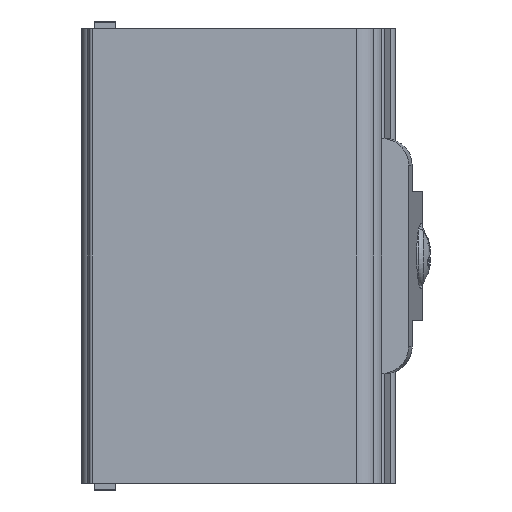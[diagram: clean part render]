
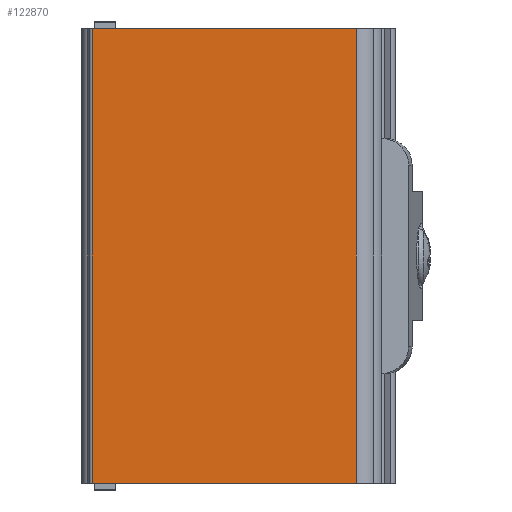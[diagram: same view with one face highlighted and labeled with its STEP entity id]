
A CAD part, left-side view. The second image highlights one B-rep face of the part: STEP entity #122870.
In plain terms, the highlighted face is planar.
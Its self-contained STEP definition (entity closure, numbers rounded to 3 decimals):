
#122350=CARTESIAN_POINT('',(13.675,-52.5,-126.25));
#122360=VERTEX_POINT('',#122350);
#122390=CARTESIAN_POINT('',(13.675,-52.5,-126.25));
#122400=DIRECTION('',(0.,0.,1.));
#122410=VECTOR('',#122400,42.5);
#122420=LINE('',#122390,#122410);
#122430=CARTESIAN_POINT('',(13.675,-52.5,-83.75));
#122440=VERTEX_POINT('',#122430);
#122450=EDGE_CURVE('',#122360,#122440,#122420,.T.);
#122570=CARTESIAN_POINT('',(13.675,-52.5,-126.25));
#122580=DIRECTION('',(0.,-1.,0.));
#122590=DIRECTION('',(0.,0.,-1.));
#122600=AXIS2_PLACEMENT_3D('',#122570,#122580,#122590);
#122610=PLANE('',#122600);
#122620=ORIENTED_EDGE('',*,*,#122450,.T.);
#122630=CARTESIAN_POINT('',(-11.031,-52.5,-126.25)
);
#122640=DIRECTION('',(1.,0.,0.));
#122650=VECTOR('',#122640,24.706);
#122660=LINE('',#122630,#122650);
#122670=CARTESIAN_POINT('',(-11.031,-52.5,-126.25)
);
#122680=VERTEX_POINT('',#122670);
#122690=EDGE_CURVE('',#122680,#122360,#122660,.T.);
#122700=ORIENTED_EDGE('',*,*,#122690,.T.);
#122710=CARTESIAN_POINT('',(-11.031,-52.5,-126.25)
);
#122720=DIRECTION('',(0.,0.,1.));
#122730=VECTOR('',#122720,42.5);
#122740=LINE('',#122710,#122730);
#122750=CARTESIAN_POINT('',(-11.031,-52.5,
-83.75));
#122760=VERTEX_POINT('',#122750);
#122770=EDGE_CURVE('',#122680,#122760,#122740,.T.);
#122780=ORIENTED_EDGE('',*,*,#122770,.F.);
#122790=CARTESIAN_POINT('',(13.675,-52.5,-83.75));
#122800=DIRECTION('',(-1.,0.,0.));
#122810=VECTOR('',#122800,24.706);
#122820=LINE('',#122790,#122810);
#122830=EDGE_CURVE('',#122440,#122760,#122820,.T.);
#122840=ORIENTED_EDGE('',*,*,#122830,.T.);
#122850=EDGE_LOOP('',(#122840,#122780,#122700,#122620));
#122860=FACE_OUTER_BOUND('',#122850,.T.);
#122870=ADVANCED_FACE('',(#122860),#122610,.T.);
